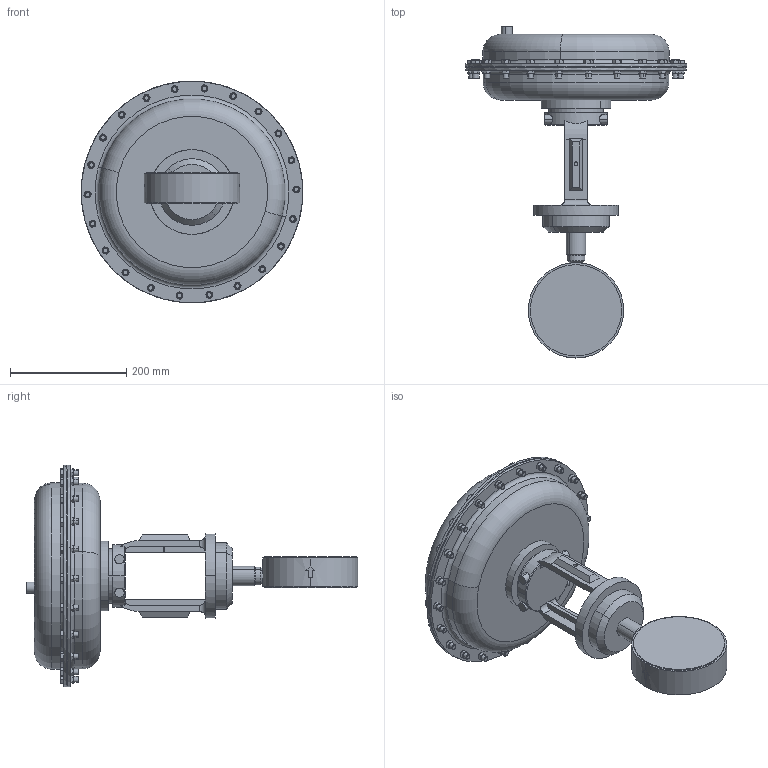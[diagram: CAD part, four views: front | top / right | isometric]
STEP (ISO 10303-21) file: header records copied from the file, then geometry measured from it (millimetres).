
FILE_DESCRIPTION (( 'STEP AP203' ), '1' );
FILE_NAME ('75-400-CB+SB-I3-85M.STEP', '2017-08-24T19:31:55', ( '' ), ( '' ), 'SwSTEP 2.0', 'SolidWorks 2014', '' );
FILE_SCHEMA (( 'CONFIG_CONTROL_DESIGN' ));
Length unit declared in the file: inch
Products named in the file (1): 75-400-CB+SB-I3-85M
Bounding box: 380.99 x 570.6 x 380.99 mm (x, y, z)
Volume: 11452574.6 mm3; surface area: 507542.5 mm2
Topology: 1 solids, 1 shells, 968 faces, 2184 edges, 1297 vertices
Faces by surface type: cone 452, plane 394, cylinder 107, torus 11, bspline 4
Entity records: 30214 total; most frequent: CARTESIAN_POINT 9788, ORIENTED_EDGE 4368, DIRECTION 3963, EDGE_CURVE 2184, AXIS2_PLACEMENT_3D 1646, VERTEX_POINT 1297, EDGE_LOOP 1051, ADVANCED_FACE 968
